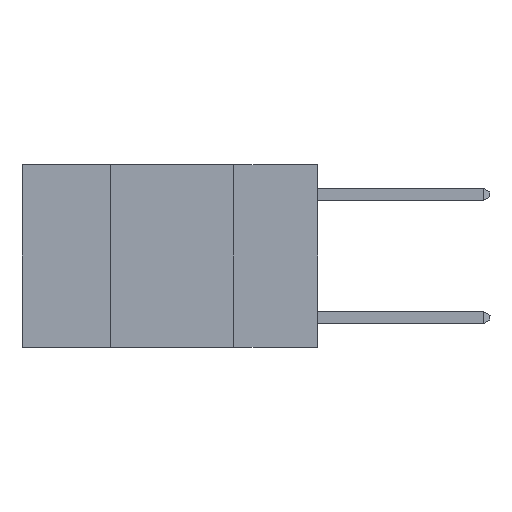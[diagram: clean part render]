
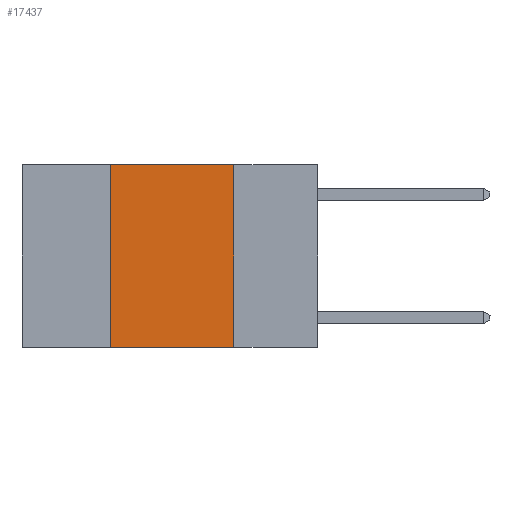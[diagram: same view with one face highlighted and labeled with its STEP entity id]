
A CAD part, left-side view. The second image highlights one B-rep face of the part: STEP entity #17437.
In plain terms, the highlighted planar face has unit normal (-1, 0, 0).
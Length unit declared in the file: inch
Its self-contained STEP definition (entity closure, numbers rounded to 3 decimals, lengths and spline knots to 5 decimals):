
#1611 = DIRECTION ( 'NONE',  ( 0., -1., 0. ) ) ;
#2043 = CARTESIAN_POINT ( 'NONE',  ( 0., 0.42, 0. ) ) ;
#4764 = DIRECTION ( 'NONE',  ( 0., 0., -1. ) ) ;
#5212 = PLANE ( 'NONE',  #5421 ) ;
#5421 = AXIS2_PLACEMENT_3D ( 'NONE', #28061, #21300, #7459 ) ;
#6819 = CARTESIAN_POINT ( 'NONE',  ( 0., 0.42, -0.37 ) ) ;
#6924 = VECTOR ( 'NONE', #1611, 39.37008 ) ;
#7081 = FACE_OUTER_BOUND ( 'NONE', #13495, .T. ) ;
#7459 = DIRECTION ( 'NONE',  ( 0., 0., -1. ) ) ;
#7802 = VECTOR ( 'NONE', #20665, 39.37008 ) ;
#8393 = CARTESIAN_POINT ( 'NONE',  ( 0., 0.6, 0. ) ) ;
#8934 = VERTEX_POINT ( 'NONE', #2043 ) ;
#9578 = VERTEX_POINT ( 'NONE', #17923 ) ;
#12410 = LINE ( 'NONE', #8393, #6924 ) ;
#12501 = LINE ( 'NONE', #14764, #23959 ) ;
#12877 = EDGE_CURVE ( 'NONE', #27402, #21397, #26167, .T. ) ;
#12920 = EDGE_CURVE ( 'NONE', #9578, #21397, #13308, .T. ) ;
#13308 = LINE ( 'NONE', #20758, #14048 ) ;
#13495 = EDGE_LOOP ( 'NONE', ( #25524, #14842, #23042, #24489 ) ) ;
#14048 = VECTOR ( 'NONE', #4764, 39.37008 ) ;
#14764 = CARTESIAN_POINT ( 'NONE',  ( 0., 0.42, 0. ) ) ;
#14842 = ORIENTED_EDGE ( 'NONE', *, *, #20333, .F. ) ;
#17437 = ADVANCED_FACE ( 'NONE', ( #7081 ), #5212, .F. ) ;
#17923 = CARTESIAN_POINT ( 'NONE',  ( 0., 0.17, 0. ) ) ;
#18359 = CARTESIAN_POINT ( 'NONE',  ( 0., 0.6, -0.37 ) ) ;
#20333 = EDGE_CURVE ( 'NONE', #8934, #9578, #12410, .T. ) ;
#20665 = DIRECTION ( 'NONE',  ( 0., -1., 0. ) ) ;
#20758 = CARTESIAN_POINT ( 'NONE',  ( 0., 0.17, 0. ) ) ;
#21300 = DIRECTION ( 'NONE',  ( 1., 0., 0. ) ) ;
#21397 = VERTEX_POINT ( 'NONE', #22747 ) ;
#22747 = CARTESIAN_POINT ( 'NONE',  ( 0., 0.17, -0.37 ) ) ;
#23042 = ORIENTED_EDGE ( 'NONE', *, *, #27107, .F. ) ;
#23824 = DIRECTION ( 'NONE',  ( 0., 0., 1. ) ) ;
#23959 = VECTOR ( 'NONE', #23824, 39.37008 ) ;
#24489 = ORIENTED_EDGE ( 'NONE', *, *, #12877, .T. ) ;
#25524 = ORIENTED_EDGE ( 'NONE', *, *, #12920, .F. ) ;
#26167 = LINE ( 'NONE', #18359, #7802 ) ;
#27107 = EDGE_CURVE ( 'NONE', #27402, #8934, #12501, .T. ) ;
#27402 = VERTEX_POINT ( 'NONE', #6819 ) ;
#28061 = CARTESIAN_POINT ( 'NONE',  ( 0., 0.6, 0. ) ) ;
